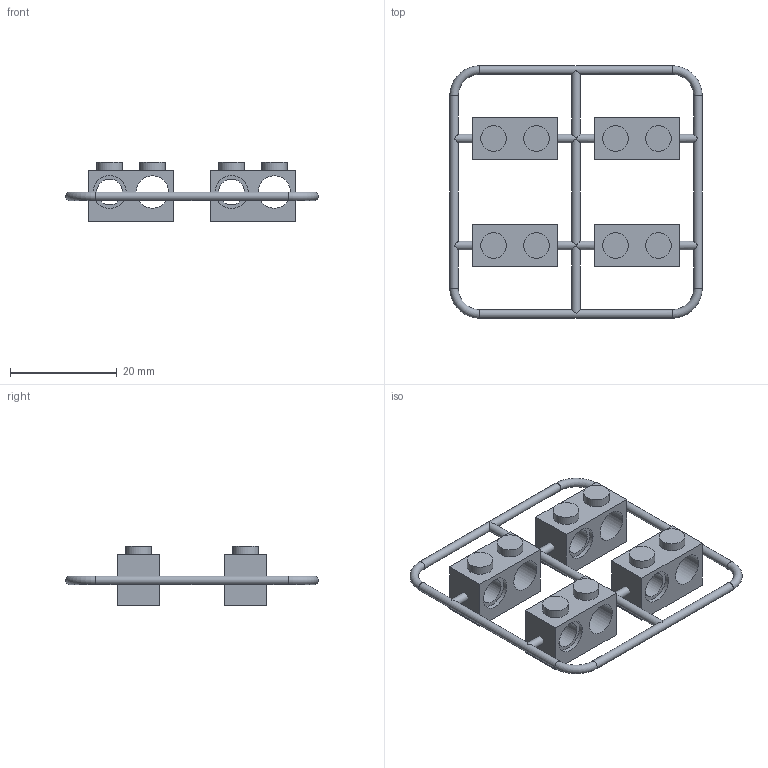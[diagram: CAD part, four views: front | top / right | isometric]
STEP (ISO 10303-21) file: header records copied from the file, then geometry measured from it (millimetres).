
FILE_DESCRIPTION(/* description */ (''),/* implementation_level */ '2;1');
FILE_NAME(/* name */ '2.5mm FH_Array v2.step',/* time_stamp */ '2023-09-15T15:21:36-06:00',/* author */ (''),/* organization */ (''),/* preprocessor_version */ 'ST-DEVELOPER v20',/* originating_system */ 'Autodesk Translation Framework v12.9.0.99',/* authorisation */ '');
FILE_SCHEMA (('AUTOMOTIVE_DESIGN { 1 0 10303 214 3 1 1 }'));
Length unit declared in the file: millimetre
Products named in the file (2): 2.5mm FH_Array; 1x2 2.5mm FH
Assembly tree (4 placements, depth 2):
  2.5mm FH_Array
    1x2 2.5mm FH  x4
Bounding box: 47.2 x 47.2 x 11.2 mm (x, y, z)
Volume: 3483.8 mm3; surface area: 5855.9 mm2
Topology: 5 solids, 9 shells, 139 faces, 331 edges, 224 vertices
Faces by surface type: plane 84, cylinder 51, torus 4
Full cylindrical faces by diameter (mm): 1.6 x15, 3.2 x4, 4.8 x12, 6.05 x4, 6.2 x4
Entity records: 1873 total; most frequent: CARTESIAN_POINT 372, DIRECTION 336, ORIENTED_EDGE 278, AXIS2_PLACEMENT_3D 140, EDGE_CURVE 139, VERTEX_POINT 95, EDGE_LOOP 70, LINE 56
